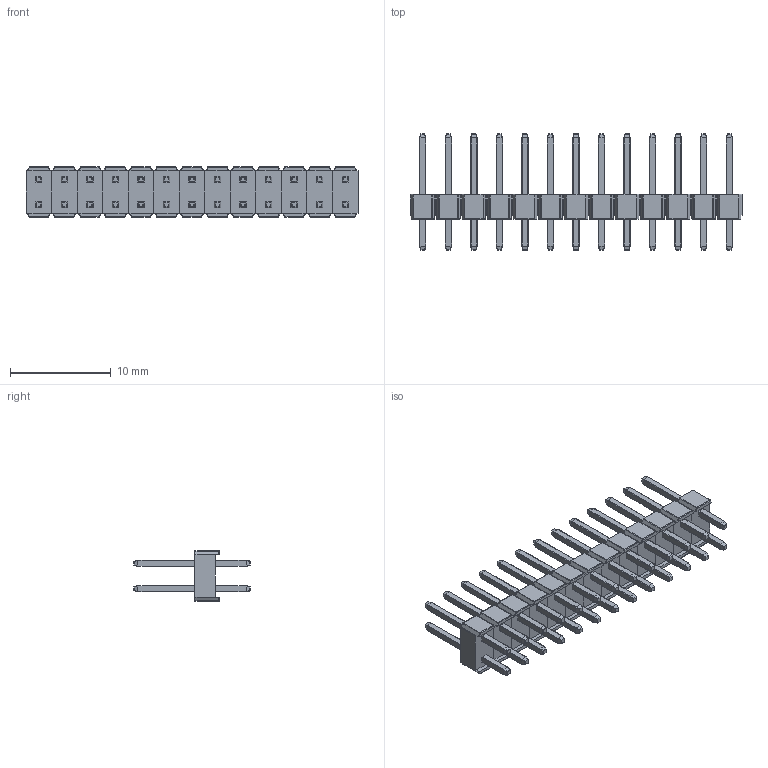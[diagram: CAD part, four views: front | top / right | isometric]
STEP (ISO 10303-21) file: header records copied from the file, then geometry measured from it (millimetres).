
FILE_DESCRIPTION(/* description */ ('STEP AP242','CAx-IF Rec.Pracs.---Representation and Presentation of Product Manufacturing Information (PMI)---4.0---2014-10-13','CAx-IF Rec.Pracs.---3D Tessellated Geometry---0.4---2014-09-14','2;1'),/* implementation_level */ '2;1');
FILE_NAME(/* name */ '61a55bea80b411025f4110e4',/* time_stamp */ '2021-11-29T23:02:06+00:00',/* author */ (''),/* organization */ (''),/* preprocessor_version */ 'ST-DEVELOPER v18.1',/* originating_system */ ' ',/* authorisation */ ' ');
FILE_SCHEMA (('AP242_MANAGED_MODEL_BASED_3D_ENGINEERING_MIM_LF { 1 0 10303 442 1 1 4 }'));
Products named in the file (65): PH2-04-UA
Bounding box: 33.02 x 11.55 x 5 mm (x, y, z)
Volume: 444.1 mm3; surface area: 1649 mm2
Topology: 65 solids, 65 shells, 2366 faces, 5772 edges, 3224 vertices
Faces by surface type: cylinder 1092, plane 858, sphere 208, torus 104, bspline 104
Entity records: 69383 total; most frequent: CARTESIAN_POINT 13741, DIRECTION 11986, ORIENTED_EDGE 10920, EDGE_CURVE 5460, AXIS2_PLACEMENT_3D 4485, VERTEX_POINT 3224, LINE 3016, VECTOR 3016
